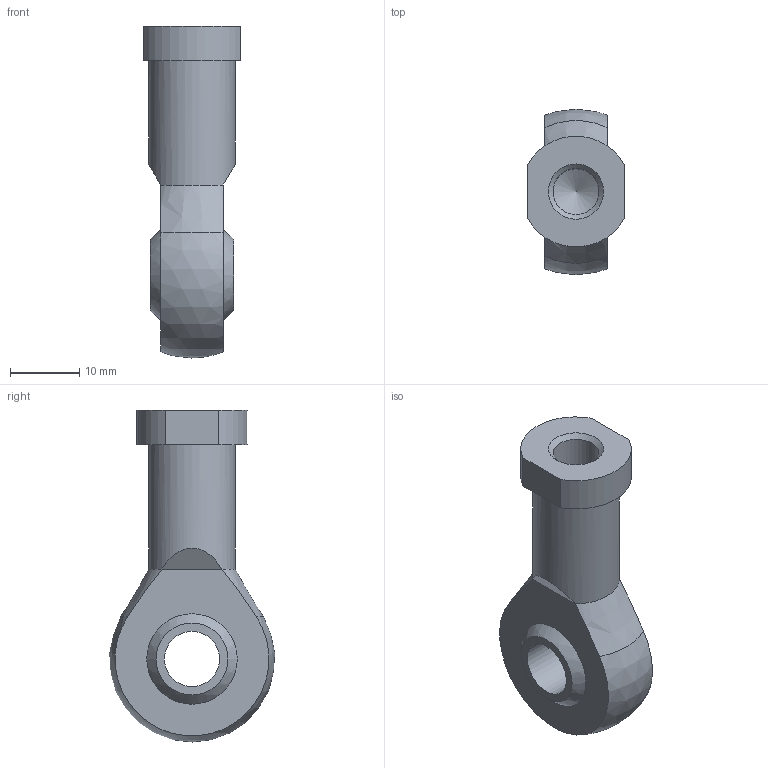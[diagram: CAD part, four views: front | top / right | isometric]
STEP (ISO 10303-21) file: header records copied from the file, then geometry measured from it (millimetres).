
FILE_DESCRIPTION((''),'2;1');
FILE_NAME('SSFI08x1.25.stp','2013-12-04T15:58:27',('carlo.corazza'),(''),'Autodesk Inventor 2012','Autodesk Inventor 2012','');
FILE_SCHEMA(('AUTOMOTIVE_DESIGN { 1 0 10303 214 1 1 1 1 }'));
Length unit declared in the file: millimetre
Products named in the file (1): SSFI08x1.25
Bounding box: 14 x 23.95 x 48 mm (x, y, z)
Volume: 6378.9 mm3; surface area: 3274.9 mm2
Topology: 1 solids, 1 shells, 22 faces, 47 edges, 31 vertices
Faces by surface type: plane 10, cylinder 5, cone 4, sphere 3
Full cylindrical faces by diameter (mm): 6.647 x1, 8 x1, 12.5 x1
Entity records: 556 total; most frequent: DIRECTION 100, CARTESIAN_POINT 93, ORIENTED_EDGE 72, AXIS2_PLACEMENT_3D 45, EDGE_CURVE 36, EDGE_LOOP 34, VERTEX_POINT 26, FACE_OUTER_BOUND 22
